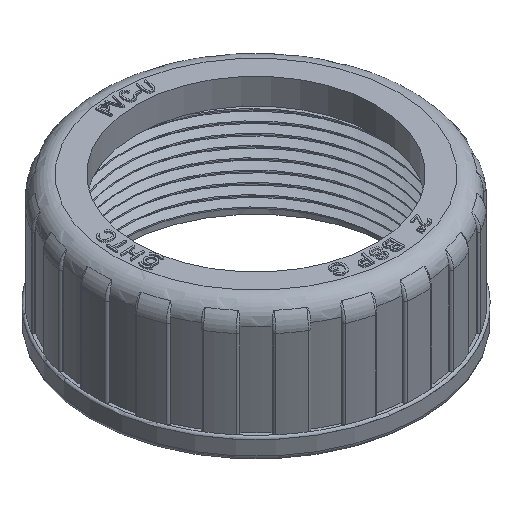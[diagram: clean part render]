
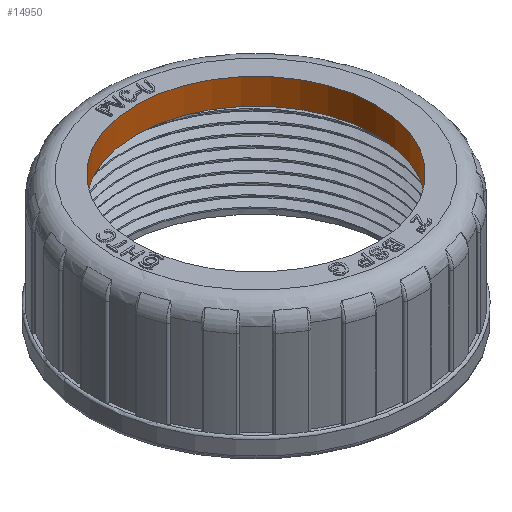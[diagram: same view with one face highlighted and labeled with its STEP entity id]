
A CAD part, isometric view. The second image highlights one B-rep face of the part: STEP entity #14950.
In plain terms, the highlighted cylindrical face has radius 26 mm (diameter 52 mm), a full revolution.
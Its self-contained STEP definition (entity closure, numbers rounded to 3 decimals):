
#833=CIRCLE('',#15741,26.);
#943=CIRCLE('',#15894,26.);
#1119=FACE_OUTER_BOUND('',#1949,.T.);
#1949=EDGE_LOOP('',(#10960,#10961,#10962,#10963));
#3379=LINE('',#25168,#5189);
#5189=VECTOR('',#17666,26.);
#6524=VERTEX_POINT('',#23662);
#7125=VERTEX_POINT('',#25167);
#8026=EDGE_CURVE('',#6524,#6524,#833,.T.);
#8650=EDGE_CURVE('',#6524,#7125,#3379,.T.);
#8651=EDGE_CURVE('',#7125,#7125,#943,.T.);
#10960=ORIENTED_EDGE('',*,*,#8026,.F.);
#10961=ORIENTED_EDGE('',*,*,#8650,.T.);
#10962=ORIENTED_EDGE('',*,*,#8651,.T.);
#10963=ORIENTED_EDGE('',*,*,#8650,.F.);
#14822=CYLINDRICAL_SURFACE('',#15893,26.);
#14950=ADVANCED_FACE('',(#1119),#14822,.F.);
#15741=AXIS2_PLACEMENT_3D('',#23663,#16857,#16858);
#15893=AXIS2_PLACEMENT_3D('',#25166,#17664,#17665);
#15894=AXIS2_PLACEMENT_3D('',#25169,#17667,#17668);
#16857=DIRECTION('center_axis',(0.,0.,-1.));
#16858=DIRECTION('ref_axis',(1.,0.,0.));
#17664=DIRECTION('center_axis',(0.,0.,-1.));
#17665=DIRECTION('ref_axis',(1.,0.,0.));
#17666=DIRECTION('',(0.,0.,-1.));
#17667=DIRECTION('center_axis',(0.,0.,-1.));
#17668=DIRECTION('ref_axis',(1.,0.,0.));
#23662=CARTESIAN_POINT('',(-26.,0.,28.6));
#23663=CARTESIAN_POINT('Origin',(0.,0.,28.6));
#25166=CARTESIAN_POINT('Origin',(0.,0.,28.6));
#25167=CARTESIAN_POINT('',(-26.,0.,23.));
#25168=CARTESIAN_POINT('',(-26.,0.,28.6));
#25169=CARTESIAN_POINT('Origin',(0.,0.,23.));
